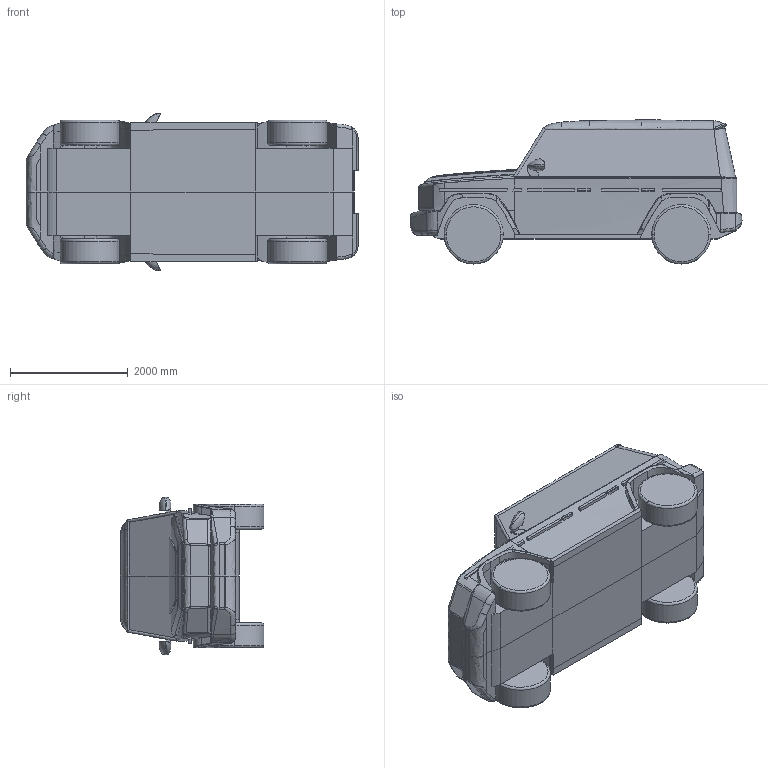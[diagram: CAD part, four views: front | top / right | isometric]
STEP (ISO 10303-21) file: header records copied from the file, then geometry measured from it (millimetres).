
FILE_DESCRIPTION(('FreeCAD Model'),'2;1');
FILE_NAME('Open CASCADE Shape Model','2025-05-04T04:42:06',('FreeCAD'),( 'FreeCAD'),'Open CASCADE STEP processor 7.6','FreeCAD','Unknown');
FILE_SCHEMA(('AUTOMOTIVE_DESIGN { 1 0 10303 214 1 1 1 1 }'));
Products named in the file (1): Open CASCADE STEP translator 7.6 1
Bounding box: 5642.3 x 2445.38 x 2676.81 mm (x, y, z)
Volume: 19162781043 mm3; surface area: 81906482.7 mm2
Topology: 6 solids, 8 shells, 778 faces, 2038 edges, 1250 vertices
Faces by surface type: bspline 778
Entity records: 79133 total; most frequent: CARTESIAN_POINT 67454, ORIENTED_EDGE 3996, EDGE_CURVE 1998, B_SPLINE_CURVE_WITH_KNOTS 1642, VERTEX_POINT 1250, FACE_BOUND 792, EDGE_LOOP 792, ADVANCED_FACE 778
